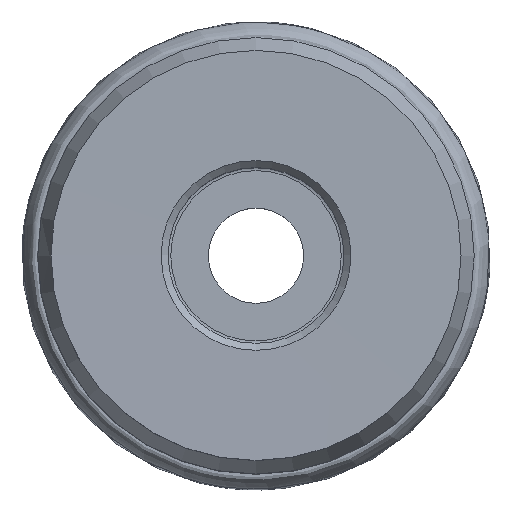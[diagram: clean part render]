
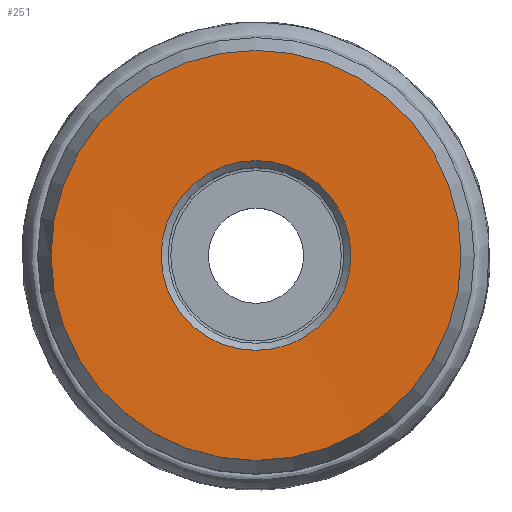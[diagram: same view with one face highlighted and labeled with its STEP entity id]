
A CAD part, top view. The second image highlights one B-rep face of the part: STEP entity #251.
In plain terms, the highlighted conical face has half-angle 89.864 degrees and reference radius 10.285 mm.
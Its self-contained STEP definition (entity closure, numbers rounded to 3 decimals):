
#93=CONICAL_SURFACE('',#451,10.285,89.864);
#128=EDGE_LOOP('',(#168));
#129=EDGE_LOOP('',(#169));
#168=ORIENTED_EDGE('',*,*,#188,.F.);
#169=ORIENTED_EDGE('',*,*,#189,.F.);
#188=EDGE_CURVE('',#307,#307,#208,.T.);
#189=EDGE_CURVE('',#308,#308,#209,.T.);
#208=CIRCLE('',#430,22.225);
#209=CIRCLE('',#432,10.285);
#251=ADVANCED_FACE('',(#285,#286),#93,.F.);
#285=FACE_BOUND('',#128,.T.);
#286=FACE_BOUND('',#129,.T.);
#307=VERTEX_POINT('',#10099);
#308=VERTEX_POINT('',#10102);
#430=AXIS2_PLACEMENT_3D('',#10098,#497,#498);
#432=AXIS2_PLACEMENT_3D('',#10101,#501,#502);
#451=AXIS2_PLACEMENT_3D('',#10130,#539,#540);
#497=DIRECTION('',(0.,0.,-1.));
#498=DIRECTION('',(1.,0.,0.));
#501=DIRECTION('',(0.,0.,1.));
#502=DIRECTION('',(1.,0.,0.));
#539=DIRECTION('',(0.,0.,1.));
#540=DIRECTION('',(-1.,0.,0.));
#10098=CARTESIAN_POINT('',(0.,0.,0.008));
#10099=CARTESIAN_POINT('',(22.225,0.,0.008));
#10101=CARTESIAN_POINT('',(0.,0.,-0.02));
#10102=CARTESIAN_POINT('',(10.285,0.,-0.02));
#10130=CARTESIAN_POINT('',(0.,0.,-0.02));
